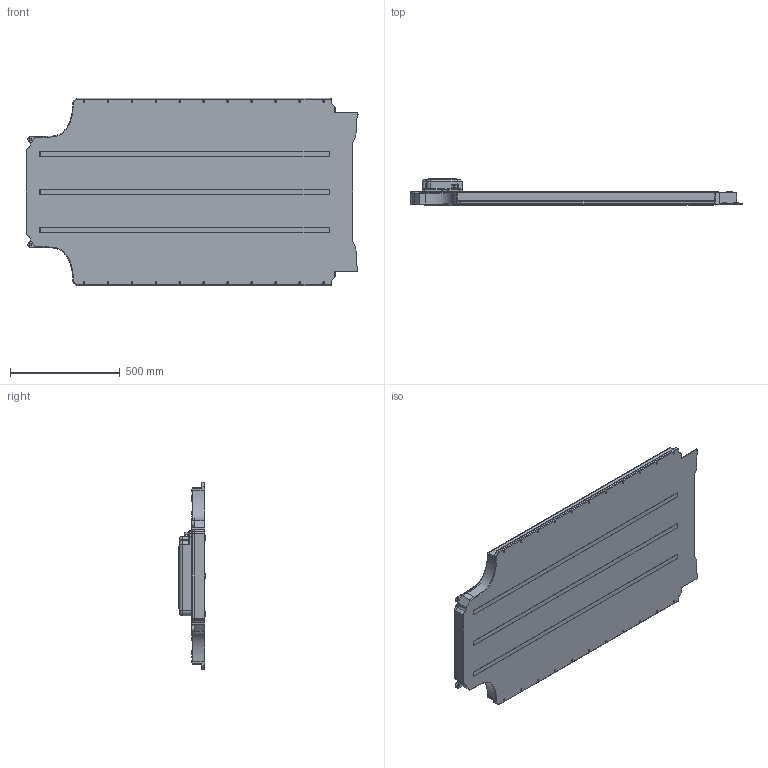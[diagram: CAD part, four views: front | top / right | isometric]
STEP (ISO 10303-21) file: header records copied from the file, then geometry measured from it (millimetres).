
FILE_DESCRIPTION (( 'STEP AP203' ), '1' );
FILE_NAME ('battery.STEP', '2022-06-16T00:14:31', ( '' ), ( '' ), 'SwSTEP 2.0', 'SolidWorks 2021', '' );
FILE_SCHEMA (( 'CONFIG_CONTROL_DESIGN' ));
Length unit declared in the file: millimetre
Products named in the file (1): battery
Bounding box: 1516 x 119.81 x 854.77 mm (x, y, z)
Volume: 70422880.7 mm3; surface area: 3157849.4 mm2
Topology: 31 solids, 31 shells, 1719 faces, 3753 edges, 2216 vertices
Faces by surface type: cylinder 923, plane 530, torus 220, sphere 30, bspline 16
Entity records: 47634 total; most frequent: CARTESIAN_POINT 10849, DIRECTION 7883, ORIENTED_EDGE 7446, EDGE_CURVE 3723, AXIS2_PLACEMENT_3D 2980, VERTEX_POINT 2216, LINE 1923, VECTOR 1923
